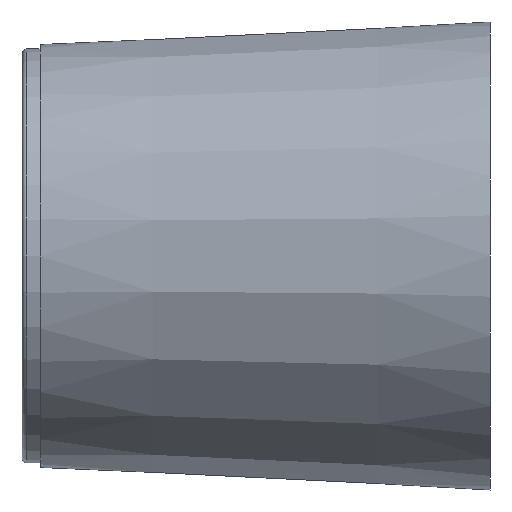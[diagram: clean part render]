
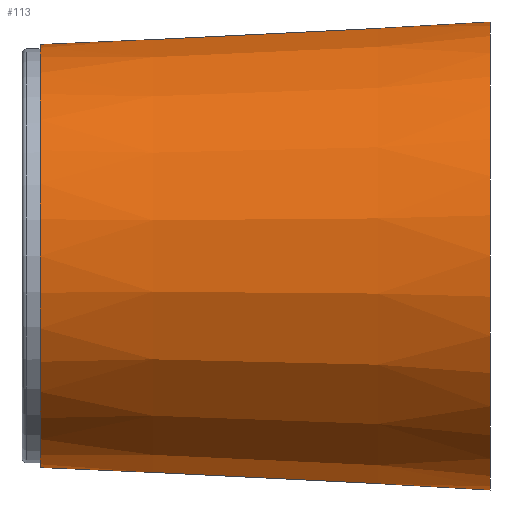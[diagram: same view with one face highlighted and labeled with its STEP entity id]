
A CAD part, left-side view. The second image highlights one B-rep face of the part: STEP entity #113.
In plain terms, the highlighted conical face has half-angle 2.862 degrees and reference radius 26 mm.
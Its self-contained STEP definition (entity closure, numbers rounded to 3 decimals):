
#15=CONICAL_SURFACE('',#133,26.,2.862);
#31=FACE_BOUND('',#58,.T.);
#40=FACE_OUTER_BOUND('',#57,.T.);
#57=EDGE_LOOP('',(#102));
#58=EDGE_LOOP('',(#103));
#66=CIRCLE('',#130,23.5);
#67=CIRCLE('',#132,26.);
#75=VERTEX_POINT('',#194);
#76=VERTEX_POINT('',#197);
#84=EDGE_CURVE('',#75,#75,#66,.T.);
#85=EDGE_CURVE('',#76,#76,#67,.T.);
#102=ORIENTED_EDGE('',*,*,#85,.T.);
#103=ORIENTED_EDGE('',*,*,#84,.T.);
#113=ADVANCED_FACE('',(#40,#31),#15,.T.);
#130=AXIS2_PLACEMENT_3D('',#195,#164,#165);
#132=AXIS2_PLACEMENT_3D('',#198,#168,#169);
#133=AXIS2_PLACEMENT_3D('',#199,#170,#171);
#164=DIRECTION('center_axis',(0.,-1.,0.));
#165=DIRECTION('ref_axis',(1.,0.,0.));
#168=DIRECTION('center_axis',(0.,1.,0.));
#169=DIRECTION('ref_axis',(1.,0.,0.));
#170=DIRECTION('center_axis',(0.,-1.,0.));
#171=DIRECTION('ref_axis',(1.,0.,0.));
#194=CARTESIAN_POINT('',(23.5,50.,0.));
#195=CARTESIAN_POINT('Origin',(0.,50.,0.));
#197=CARTESIAN_POINT('',(26.,0.,0.));
#198=CARTESIAN_POINT('Origin',(0.,0.,0.));
#199=CARTESIAN_POINT('Origin',(0.,0.,0.));
